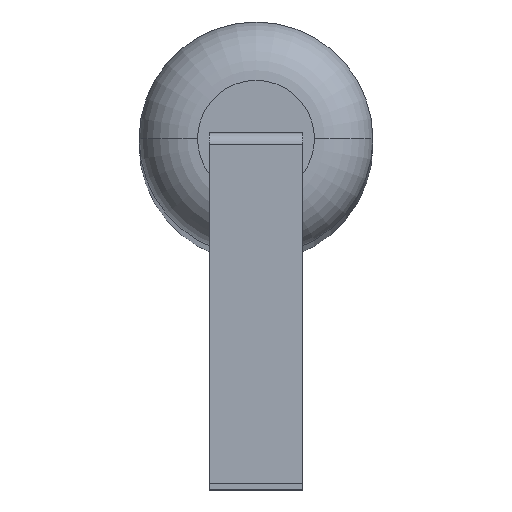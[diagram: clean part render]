
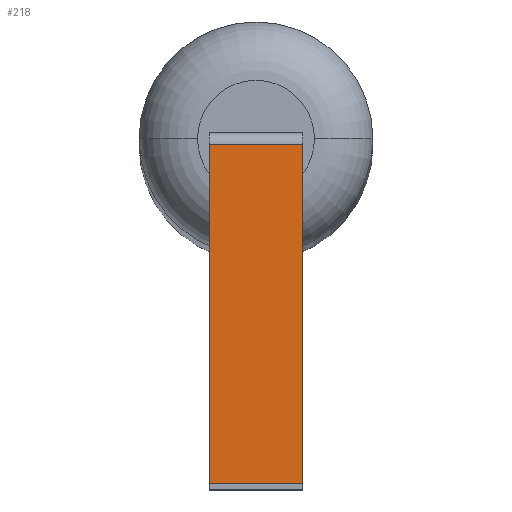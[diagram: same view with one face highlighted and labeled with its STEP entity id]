
A CAD part, top view. The second image highlights one B-rep face of the part: STEP entity #218.
In plain terms, the highlighted planar face has unit normal (0, 0, 1).
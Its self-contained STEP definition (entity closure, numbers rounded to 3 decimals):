
#18 = VECTOR ( 'NONE', #334, 1000. ) ;
#22 = VECTOR ( 'NONE', #681, 1000. ) ;
#45 = CARTESIAN_POINT ( 'NONE',  ( -0.4, -2.95, 15.5 ) ) ;
#57 = CARTESIAN_POINT ( 'NONE',  ( 0.4, -2.95, 15.5 ) ) ;
#76 = ORIENTED_EDGE ( 'NONE', *, *, #528, .F. ) ;
#90 = CARTESIAN_POINT ( 'NONE',  ( 0.4, -2.95, 15.5 ) ) ;
#115 = LINE ( 'NONE', #228, #815 ) ;
#147 = CARTESIAN_POINT ( 'NONE',  ( -0.4, -2.95, 15.5 ) ) ;
#178 = EDGE_CURVE ( 'NONE', #714, #440, #364, .T. ) ;
#196 = ORIENTED_EDGE ( 'NONE', *, *, #178, .T. ) ;
#209 = LINE ( 'NONE', #147, #379 ) ;
#218 = ADVANCED_FACE ( 'NONE', ( #617 ), #315, .T. ) ;
#228 = CARTESIAN_POINT ( 'NONE',  ( 0.4, -2.95, 15.5 ) ) ;
#239 = VERTEX_POINT ( 'NONE', #323 ) ;
#295 = EDGE_CURVE ( 'NONE', #239, #329, #647, .T. ) ;
#306 = AXIS2_PLACEMENT_3D ( 'NONE', #57, #309, #497 ) ;
#309 = DIRECTION ( 'NONE',  ( 0., 0., 1. ) ) ;
#315 = PLANE ( 'NONE',  #306 ) ;
#323 = CARTESIAN_POINT ( 'NONE',  ( 0.4, -2.95, 15.5 ) ) ;
#329 = VERTEX_POINT ( 'NONE', #45 ) ;
#334 = DIRECTION ( 'NONE',  ( -1., 0., 0. ) ) ;
#335 = ORIENTED_EDGE ( 'NONE', *, *, #295, .F. ) ;
#357 = CARTESIAN_POINT ( 'NONE',  ( -0.4, -0.05, 15.5 ) ) ;
#364 = LINE ( 'NONE', #357, #22 ) ;
#379 = VECTOR ( 'NONE', #457, 1000. ) ;
#401 = CARTESIAN_POINT ( 'NONE',  ( 0.4, -0.05, 15.5 ) ) ;
#440 = VERTEX_POINT ( 'NONE', #555 ) ;
#457 = DIRECTION ( 'NONE',  ( 0., 1., 0. ) ) ;
#471 = DIRECTION ( 'NONE',  ( 0., 1., 0. ) ) ;
#497 = DIRECTION ( 'NONE',  ( 1., 0., 0. ) ) ;
#528 = EDGE_CURVE ( 'NONE', #329, #440, #209, .T. ) ;
#555 = CARTESIAN_POINT ( 'NONE',  ( -0.4, -0.05, 15.5 ) ) ;
#584 = EDGE_LOOP ( 'NONE', ( #671, #196, #76, #335 ) ) ;
#617 = FACE_OUTER_BOUND ( 'NONE', #584, .T. ) ;
#647 = LINE ( 'NONE', #90, #18 ) ;
#671 = ORIENTED_EDGE ( 'NONE', *, *, #783, .T. ) ;
#681 = DIRECTION ( 'NONE',  ( -1., 0., 0. ) ) ;
#714 = VERTEX_POINT ( 'NONE', #401 ) ;
#783 = EDGE_CURVE ( 'NONE', #239, #714, #115, .T. ) ;
#815 = VECTOR ( 'NONE', #471, 1000. ) ;
